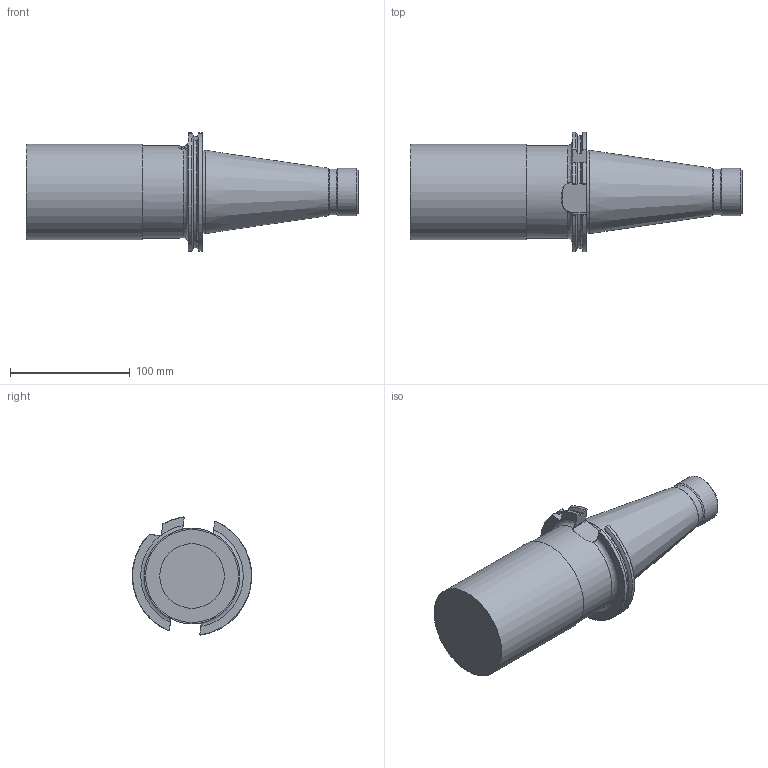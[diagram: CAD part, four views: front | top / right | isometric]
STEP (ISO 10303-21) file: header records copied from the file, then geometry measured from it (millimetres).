
FILE_DESCRIPTION(/* description */ (''),/* implementation_level */ '2;1');
FILE_NAME(/* name */ '80J6R151X50-SSAP95-A-SIM.stp',/* time_stamp */ '2020-02-05T08:53:39+01:00',/* author */ (''),/* organization */ (''),/* preprocessor_version */ 'ST-DEVELOPER v16.7',/* originating_system */ 'SIEMENS PLM Software NX 12.0',/* authorisation */ '');
FILE_SCHEMA (('AUTOMOTIVE_DESIGN { 1 0 10303 214 3 1 1 1 }'));
Length unit declared in the file: millimetre
Products named in the file (1): hm1532102F367oo8
Bounding box: 277.5 x 99.92 x 98.95 mm (x, y, z)
Volume: 1466499.8 mm3; surface area: 109884.9 mm2
Topology: 2 solids, 2 shells, 96 faces, 252 edges, 162 vertices
Faces by surface type: plane 33, cylinder 27, cone 22, torus 14
Full cylindrical faces by diameter (mm): 3.15 x1, 22 x1, 25 x1, 38 x1, 39.6 x1, 69.25 x1, 77.7 x1, 80 x1
Entity records: 3096 total; most frequent: CARTESIAN_POINT 849, ORIENTED_EDGE 450, DIRECTION 447, EDGE_CURVE 225, AXIS2_PLACEMENT_3D 183, VERTEX_POINT 157, EDGE_LOOP 118, ADVANCED_FACE 96
